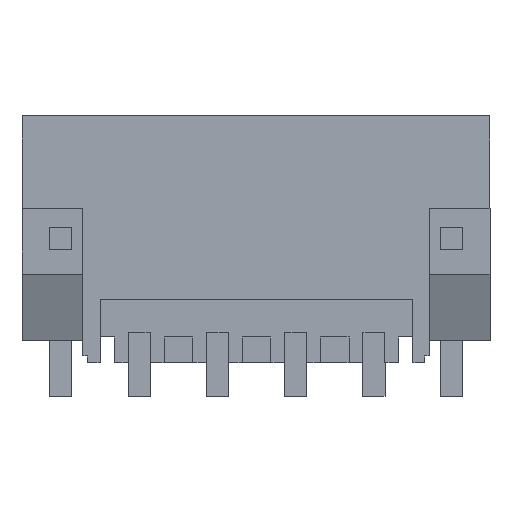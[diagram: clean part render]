
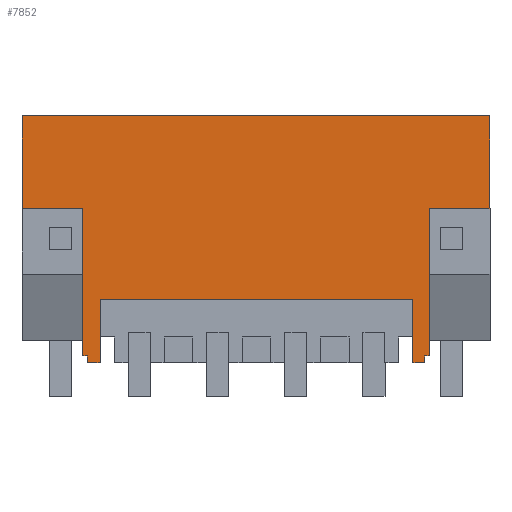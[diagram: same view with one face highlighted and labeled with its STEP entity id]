
A CAD part, front view. The second image highlights one B-rep face of the part: STEP entity #7852.
In plain terms, the highlighted planar face has unit normal (0, -1, 0).
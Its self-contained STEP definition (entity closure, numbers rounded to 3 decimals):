
#7822=AXIS2_PLACEMENT_3D('Plane Axis2P3D',#7819,#7820,#7821) ;
#2164=CARTESIAN_POINT('Line Origine',(3.5,0.,2.925)) ;
#2168=CARTESIAN_POINT('Vertex',(3.5,0.,1.5)) ;
#2170=CARTESIAN_POINT('Vertex',(3.5,0.,4.35)) ;
#2202=CARTESIAN_POINT('Vertex',(2.925,0.,1.5)) ;
#2205=CARTESIAN_POINT('Line Origine',(3.213,0.,1.5)) ;
#2223=CARTESIAN_POINT('Line Origine',(2.925,0.,1.65)) ;
#2227=CARTESIAN_POINT('Vertex',(2.925,0.,1.8)) ;
#2248=CARTESIAN_POINT('Line Origine',(2.825,0.,1.8)) ;
#2252=CARTESIAN_POINT('Vertex',(2.725,0.,1.8)) ;
#2273=CARTESIAN_POINT('Line Origine',(2.725,0.,5.1)) ;
#2277=CARTESIAN_POINT('Vertex',(2.725,0.,8.4)) ;
#2551=CARTESIAN_POINT('Vertex',(0.,0.,8.4)) ;
#2554=CARTESIAN_POINT('Line Origine',(0.,0.,10.475)) ;
#2558=CARTESIAN_POINT('Vertex',(0.,0.,12.55)) ;
#2598=CARTESIAN_POINT('Line Origine',(10.475,0.,12.55)) ;
#2602=CARTESIAN_POINT('Vertex',(20.95,0.,12.55)) ;
#4772=CARTESIAN_POINT('Line Origine',(20.95,0.,10.475)) ;
#4776=CARTESIAN_POINT('Vertex',(20.95,0.,8.4)) ;
#5044=CARTESIAN_POINT('Vertex',(18.225,0.,8.4)) ;
#5047=CARTESIAN_POINT('Line Origine',(18.225,0.,5.1)) ;
#5051=CARTESIAN_POINT('Vertex',(18.225,0.,1.8)) ;
#5075=CARTESIAN_POINT('Line Origine',(18.125,0.,1.8)) ;
#5079=CARTESIAN_POINT('Vertex',(18.025,0.,1.8)) ;
#5100=CARTESIAN_POINT('Line Origine',(18.025,0.,1.65)) ;
#5104=CARTESIAN_POINT('Vertex',(18.025,0.,1.5)) ;
#5125=CARTESIAN_POINT('Line Origine',(17.763,0.,1.5)) ;
#5129=CARTESIAN_POINT('Vertex',(17.5,0.,1.5)) ;
#5150=CARTESIAN_POINT('Line Origine',(17.5,0.,2.925)) ;
#5154=CARTESIAN_POINT('Vertex',(17.5,0.,4.35)) ;
#7028=CARTESIAN_POINT('Line Origine',(10.5,0.,4.35)) ;
#7819=CARTESIAN_POINT('Axis2P3D Location',(0.,0.,1.5)) ;
#7824=CARTESIAN_POINT('Line Origine',(19.587,0.,8.4)) ;
#7829=CARTESIAN_POINT('Line Origine',(1.362,0.,8.4)) ;
#2165=DIRECTION('Vector Direction',(0.,0.,1.)) ;
#2206=DIRECTION('Vector Direction',(1.,0.,0.)) ;
#2224=DIRECTION('Vector Direction',(0.,0.,1.)) ;
#2249=DIRECTION('Vector Direction',(-1.,0.,0.)) ;
#2274=DIRECTION('Vector Direction',(0.,0.,-1.)) ;
#2555=DIRECTION('Vector Direction',(0.,0.,-1.)) ;
#2599=DIRECTION('Vector Direction',(1.,0.,0.)) ;
#4773=DIRECTION('Vector Direction',(0.,0.,-1.)) ;
#5048=DIRECTION('Vector Direction',(0.,0.,-1.)) ;
#5076=DIRECTION('Vector Direction',(1.,0.,0.)) ;
#5101=DIRECTION('Vector Direction',(0.,0.,1.)) ;
#5126=DIRECTION('Vector Direction',(1.,0.,0.)) ;
#5151=DIRECTION('Vector Direction',(0.,0.,1.)) ;
#7029=DIRECTION('Vector Direction',(-1.,0.,0.)) ;
#7820=DIRECTION('Axis2P3D Direction',(0.,1.,0.)) ;
#7821=DIRECTION('Axis2P3D XDirection',(0.,0.,-1.)) ;
#7825=DIRECTION('Vector Direction',(-1.,0.,0.)) ;
#7830=DIRECTION('Vector Direction',(1.,0.,0.)) ;
#2166=VECTOR('Line Direction',#2165,1.) ;
#2207=VECTOR('Line Direction',#2206,1.) ;
#2225=VECTOR('Line Direction',#2224,1.) ;
#2250=VECTOR('Line Direction',#2249,1.) ;
#2275=VECTOR('Line Direction',#2274,1.) ;
#2556=VECTOR('Line Direction',#2555,1.) ;
#2600=VECTOR('Line Direction',#2599,1.) ;
#4774=VECTOR('Line Direction',#4773,1.) ;
#5049=VECTOR('Line Direction',#5048,1.) ;
#5077=VECTOR('Line Direction',#5076,1.) ;
#5102=VECTOR('Line Direction',#5101,1.) ;
#5127=VECTOR('Line Direction',#5126,1.) ;
#5152=VECTOR('Line Direction',#5151,1.) ;
#7030=VECTOR('Line Direction',#7029,1.) ;
#7826=VECTOR('Line Direction',#7825,1.) ;
#7831=VECTOR('Line Direction',#7830,1.) ;
#7835=ORIENTED_EDGE('',*,*,#7032,.F.) ;
#7836=ORIENTED_EDGE('',*,*,#5156,.F.) ;
#7837=ORIENTED_EDGE('',*,*,#5131,.T.) ;
#7838=ORIENTED_EDGE('',*,*,#5106,.T.) ;
#7839=ORIENTED_EDGE('',*,*,#5081,.T.) ;
#7840=ORIENTED_EDGE('',*,*,#5053,.F.) ;
#7841=ORIENTED_EDGE('',*,*,#7828,.F.) ;
#7842=ORIENTED_EDGE('',*,*,#4778,.F.) ;
#7843=ORIENTED_EDGE('',*,*,#2604,.F.) ;
#7844=ORIENTED_EDGE('',*,*,#2560,.T.) ;
#7845=ORIENTED_EDGE('',*,*,#7833,.T.) ;
#7846=ORIENTED_EDGE('',*,*,#2279,.T.) ;
#7847=ORIENTED_EDGE('',*,*,#2254,.F.) ;
#7848=ORIENTED_EDGE('',*,*,#2229,.F.) ;
#7849=ORIENTED_EDGE('',*,*,#2209,.T.) ;
#7850=ORIENTED_EDGE('',*,*,#2172,.T.) ;
#7852=ADVANCED_FACE('HOUSING',(#7851),#7823,.F.) ;
#2172=EDGE_CURVE('',#2169,#2171,#2167,.T.) ;
#2209=EDGE_CURVE('',#2203,#2169,#2208,.T.) ;
#2229=EDGE_CURVE('',#2203,#2228,#2226,.T.) ;
#2254=EDGE_CURVE('',#2228,#2253,#2251,.T.) ;
#2279=EDGE_CURVE('',#2278,#2253,#2276,.T.) ;
#2560=EDGE_CURVE('',#2559,#2552,#2557,.T.) ;
#2604=EDGE_CURVE('',#2559,#2603,#2601,.T.) ;
#4778=EDGE_CURVE('',#2603,#4777,#4775,.T.) ;
#5053=EDGE_CURVE('',#5045,#5052,#5050,.T.) ;
#5081=EDGE_CURVE('',#5080,#5052,#5078,.T.) ;
#5106=EDGE_CURVE('',#5105,#5080,#5103,.T.) ;
#5131=EDGE_CURVE('',#5130,#5105,#5128,.T.) ;
#5156=EDGE_CURVE('',#5130,#5155,#5153,.T.) ;
#7032=EDGE_CURVE('',#5155,#2171,#7031,.T.) ;
#7828=EDGE_CURVE('',#4777,#5045,#7827,.T.) ;
#7833=EDGE_CURVE('',#2552,#2278,#7832,.T.) ;
#7834=EDGE_LOOP('',(#7835,#7836,#7837,#7838,#7839,#7840,#7841,#7842,#7843,#7844,#7845,#7846,#7847,#7848,#7849,#7850)) ;
#7851=FACE_OUTER_BOUND('',#7834,.T.) ;
#2167=LINE('Line',#2164,#2166) ;
#2208=LINE('Line',#2205,#2207) ;
#2226=LINE('Line',#2223,#2225) ;
#2251=LINE('Line',#2248,#2250) ;
#2276=LINE('Line',#2273,#2275) ;
#2557=LINE('Line',#2554,#2556) ;
#2601=LINE('Line',#2598,#2600) ;
#4775=LINE('Line',#4772,#4774) ;
#5050=LINE('Line',#5047,#5049) ;
#5078=LINE('Line',#5075,#5077) ;
#5103=LINE('Line',#5100,#5102) ;
#5128=LINE('Line',#5125,#5127) ;
#5153=LINE('Line',#5150,#5152) ;
#7031=LINE('Line',#7028,#7030) ;
#7827=LINE('Line',#7824,#7826) ;
#7832=LINE('Line',#7829,#7831) ;
#7823=PLANE('',#7822) ;
#2169=VERTEX_POINT('',#2168) ;
#2171=VERTEX_POINT('',#2170) ;
#2203=VERTEX_POINT('',#2202) ;
#2228=VERTEX_POINT('',#2227) ;
#2253=VERTEX_POINT('',#2252) ;
#2278=VERTEX_POINT('',#2277) ;
#2552=VERTEX_POINT('',#2551) ;
#2559=VERTEX_POINT('',#2558) ;
#2603=VERTEX_POINT('',#2602) ;
#4777=VERTEX_POINT('',#4776) ;
#5045=VERTEX_POINT('',#5044) ;
#5052=VERTEX_POINT('',#5051) ;
#5080=VERTEX_POINT('',#5079) ;
#5105=VERTEX_POINT('',#5104) ;
#5130=VERTEX_POINT('',#5129) ;
#5155=VERTEX_POINT('',#5154) ;
